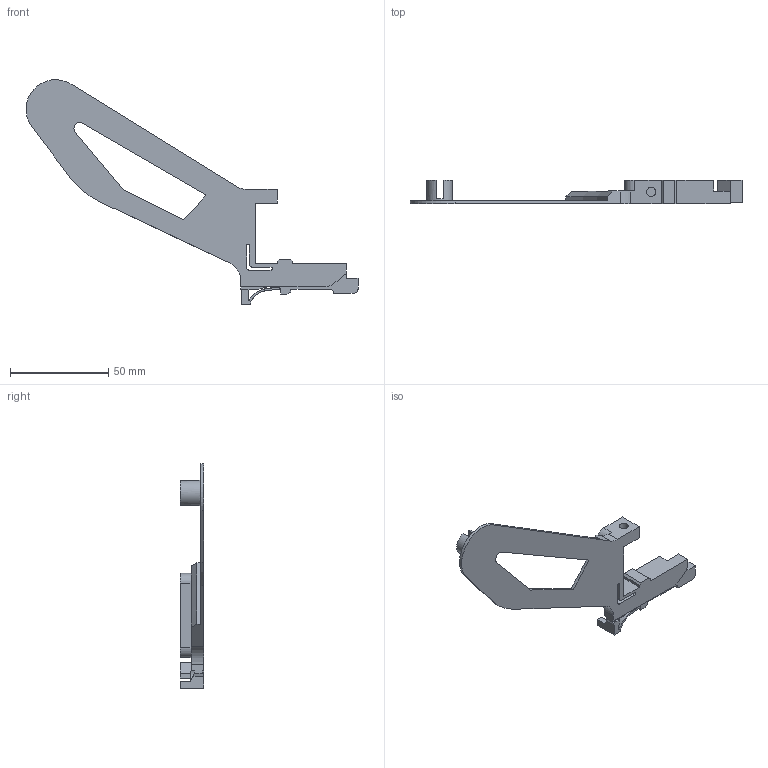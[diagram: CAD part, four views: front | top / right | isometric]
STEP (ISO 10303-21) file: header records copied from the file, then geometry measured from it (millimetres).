
FILE_DESCRIPTION (( 'STEP AP214' ), '1' );
FILE_NAME ('rms_drag_feeder8.STEP', '2017-01-05T17:43:37', ( '' ), ( '' ), 'SwSTEP 2.0', 'SolidWorks 2016', '' );
FILE_SCHEMA (( 'AUTOMOTIVE_DESIGN' ));
Length unit declared in the file: millimetre
Products named in the file (1): rms_drag_feeder8
Bounding box: 168.62 x 12 x 114.09 mm (x, y, z)
Volume: 20504.4 mm3; surface area: 14993.8 mm2
Topology: 1 solids, 1 shells, 103 faces, 289 edges, 189 vertices
Faces by surface type: plane 76, cylinder 24, bspline 2, cone 1
Entity records: 3384 total; most frequent: CARTESIAN_POINT 650, ORIENTED_EDGE 578, DIRECTION 540, EDGE_CURVE 289, LINE 230, VECTOR 230, VERTEX_POINT 189, AXIS2_PLACEMENT_3D 155
